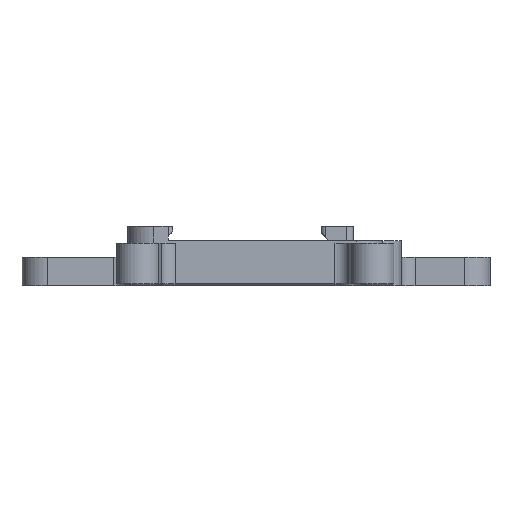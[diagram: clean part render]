
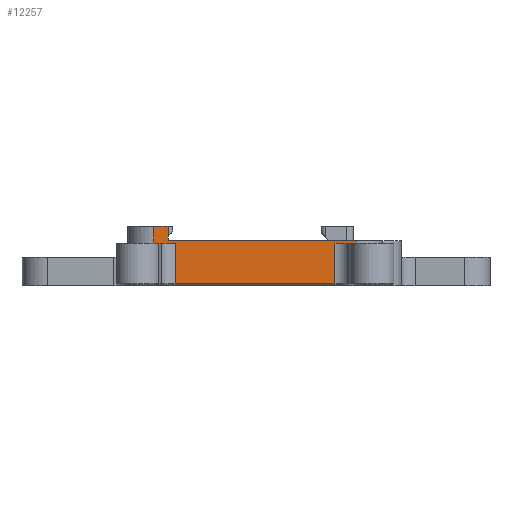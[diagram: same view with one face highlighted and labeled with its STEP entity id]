
A CAD part, front view. The second image highlights one B-rep face of the part: STEP entity #12257.
In plain terms, the highlighted face is planar.
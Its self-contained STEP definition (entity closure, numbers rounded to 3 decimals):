
#955=FACE_OUTER_BOUND('',#1668,.T.);
#1668=EDGE_LOOP('',(#8919,#8920,#8921,#8922,#8923,#8924,#8925,#8926,#8927,
#8928,#8929));
#2522=LINE('',#18302,#3922);
#2571=LINE('',#18447,#3971);
#2574=LINE('',#18457,#3974);
#2578=LINE('',#18469,#3978);
#2606=LINE('',#18532,#4006);
#2617=LINE('',#18559,#4017);
#2623=LINE('',#18575,#4023);
#2624=LINE('',#18577,#4024);
#2625=LINE('',#18578,#4025);
#2626=LINE('',#18580,#4026);
#2627=LINE('',#18581,#4027);
#3922=VECTOR('',#14649,10.);
#3971=VECTOR('',#14780,10.);
#3974=VECTOR('',#14789,10.);
#3978=VECTOR('',#14801,10.);
#4006=VECTOR('',#14867,10.);
#4017=VECTOR('',#14894,10.);
#4023=VECTOR('',#14910,10.);
#4024=VECTOR('',#14911,10.);
#4025=VECTOR('',#14912,10.);
#4026=VECTOR('',#14913,10.);
#4027=VECTOR('',#14914,10.);
#5269=VERTEX_POINT('',#18296);
#5271=VERTEX_POINT('',#18300);
#5305=VERTEX_POINT('',#18381);
#5326=VERTEX_POINT('',#18445);
#5328=VERTEX_POINT('',#18453);
#5330=VERTEX_POINT('',#18456);
#5350=VERTEX_POINT('',#18530);
#5358=VERTEX_POINT('',#18557);
#5363=VERTEX_POINT('',#18574);
#5364=VERTEX_POINT('',#18576);
#5365=VERTEX_POINT('',#18579);
#6549=EDGE_CURVE('',#5271,#5269,#2522,.F.);
#6619=EDGE_CURVE('',#5305,#5326,#2571,.T.);
#6623=EDGE_CURVE('',#5330,#5328,#2574,.T.);
#6630=EDGE_CURVE('',#5330,#5326,#2578,.T.);
#6663=EDGE_CURVE('',#5328,#5350,#2606,.T.);
#6677=EDGE_CURVE('',#5350,#5358,#2617,.F.);
#6685=EDGE_CURVE('',#5358,#5363,#2623,.F.);
#6686=EDGE_CURVE('',#5363,#5364,#2624,.F.);
#6687=EDGE_CURVE('',#5364,#5269,#2625,.T.);
#6688=EDGE_CURVE('',#5271,#5365,#2626,.T.);
#6689=EDGE_CURVE('',#5365,#5305,#2627,.T.);
#8919=ORIENTED_EDGE('',*,*,#6663,.T.);
#8920=ORIENTED_EDGE('',*,*,#6677,.T.);
#8921=ORIENTED_EDGE('',*,*,#6685,.T.);
#8922=ORIENTED_EDGE('',*,*,#6686,.T.);
#8923=ORIENTED_EDGE('',*,*,#6687,.T.);
#8924=ORIENTED_EDGE('',*,*,#6549,.F.);
#8925=ORIENTED_EDGE('',*,*,#6688,.T.);
#8926=ORIENTED_EDGE('',*,*,#6689,.T.);
#8927=ORIENTED_EDGE('',*,*,#6619,.T.);
#8928=ORIENTED_EDGE('',*,*,#6630,.F.);
#8929=ORIENTED_EDGE('',*,*,#6623,.T.);
#11740=PLANE('',#13127);
#12257=ADVANCED_FACE('',(#955),#11740,.F.);
#13127=AXIS2_PLACEMENT_3D('',#18573,#14908,#14909);
#14649=DIRECTION('',(1.,0.,0.));
#14780=DIRECTION('',(0.,0.,-1.));
#14789=DIRECTION('',(0.,0.,-1.));
#14801=DIRECTION('',(-1.,0.,0.));
#14867=DIRECTION('',(-1.,0.,0.));
#14894=DIRECTION('',(0.,0.,1.));
#14908=DIRECTION('center_axis',(0.,-1.,0.));
#14909=DIRECTION('ref_axis',(1.,0.,0.));
#14910=DIRECTION('',(0.,0.,1.));
#14911=DIRECTION('',(1.,0.,0.));
#14912=DIRECTION('',(0.,0.,1.));
#14913=DIRECTION('',(0.,0.,1.));
#14914=DIRECTION('',(1.,0.,0.));
#18296=CARTESIAN_POINT('',(-21.6,-199.561,-23.831));
#18300=CARTESIAN_POINT('',(-17.027,-199.561,-23.831));
#18302=CARTESIAN_POINT('',(-13.75,-199.561,-23.831));
#18381=CARTESIAN_POINT('',(17.027,-199.561,-15.231));
#18445=CARTESIAN_POINT('',(17.027,-199.561,-23.831));
#18447=CARTESIAN_POINT('',(17.027,-199.561,-17.131));
#18453=CARTESIAN_POINT('',(21.6,-199.561,-24.431));
#18456=CARTESIAN_POINT('',(21.6,-199.561,-23.831));
#18457=CARTESIAN_POINT('',(21.6,-199.561,-24.431));
#18469=CARTESIAN_POINT('',(19.464,-199.561,-23.831));
#18530=CARTESIAN_POINT('',(-18.5,-199.561,-24.431));
#18532=CARTESIAN_POINT('',(14.432,-199.561,-24.431));
#18557=CARTESIAN_POINT('',(-18.5,-199.561,-25.431));
#18559=CARTESIAN_POINT('',(-18.5,-199.561,-25.931));
#18573=CARTESIAN_POINT('Origin',(-27.5,-199.561,-24.431));
#18574=CARTESIAN_POINT('',(-18.5,-199.561,-27.431));
#18575=CARTESIAN_POINT('',(-18.5,-199.561,-25.931));
#18576=CARTESIAN_POINT('',(-21.6,-199.561,-27.431));
#18577=CARTESIAN_POINT('',(-13.75,-199.561,-27.431));
#18578=CARTESIAN_POINT('',(-21.6,-199.561,-24.431));
#18579=CARTESIAN_POINT('',(-17.027,-199.561,-15.231));
#18580=CARTESIAN_POINT('',(-17.027,-199.561,-17.131));
#18581=CARTESIAN_POINT('',(-14.,-199.561,-15.231));
